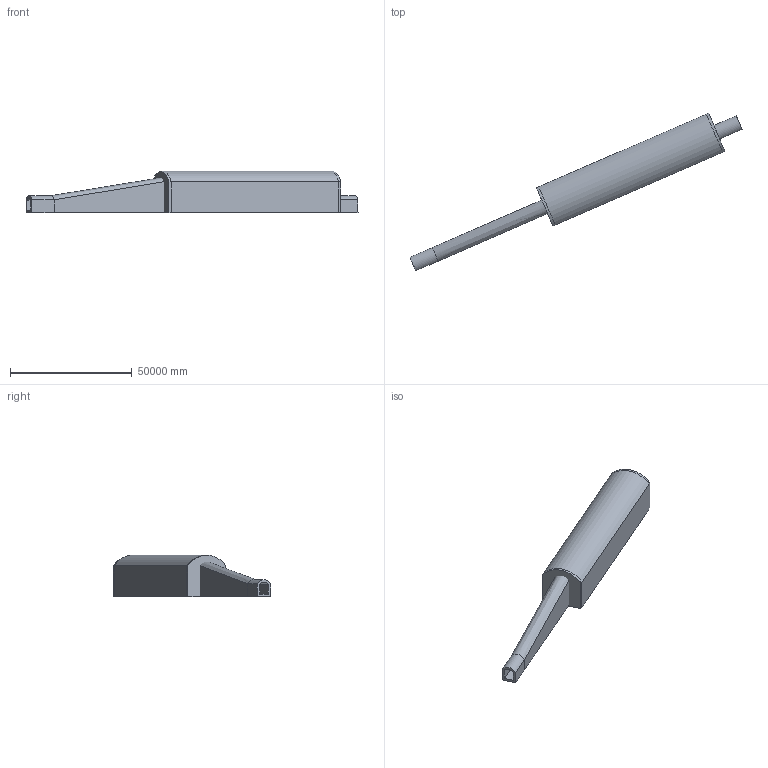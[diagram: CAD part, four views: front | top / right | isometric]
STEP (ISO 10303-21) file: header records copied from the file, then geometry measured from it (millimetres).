
FILE_DESCRIPTION(('CoCreate Modeling STEP Export'),'2;1');
FILE_NAME('7400-LM1-GEODM-1TGe-Assy-05Aug10.stp','2011-02-04T14:56:59',(''),(''),'CoCreate Modeling STEP processor for AP214 (Solid Model)','CoCreate Modeling 16.00A 16-Aug-2008 (C) Parametric Technology GmbH','');
FILE_SCHEMA(('AUTOMOTIVE_DESIGN { 1 0 10303 214 1 1 1 1 }'));
Length unit declared in the file: millimetre
Products named in the file (234): Cavern-15x15x75; Cavern-End1; Cavern-End2; Cavern-Floor; MAN.3; Drift-4x5x10-1; Drift-4x5x10-1.1; DriftTrans-4x5-4x13; MAN.2; DrumEndPlate2; Block1; Trolley_Shaft; Trolley_Wheel; Trolley_Support_Plate; Monorail_Trolley_Support.2; Monorail_Hook; Hook_Support_Block; Pin2.1; DrumEndPlate1; Drum; Block2; Hoist-40T.1; MonorailBeam-75; BeamSupportBlk1.15; Monorail_Assy; New_Crane_Support.5.2; Bridge_Crane_Long_I; Bridge_Crane_Side_Rail_Support; BRIDGE-BEAM_W36X300.1; Bridge_Hook; Bridge_Trolley_15T; Bridge_15T; New_Crane_Support.5; Bridge_Crane_Side_Rail_Support.1; Bridge_15T.1; 4850-LM2-CraneAssy-08Jul10.1; 7400-LM1Assy; MAN.1; G2_Clean_Assembly; G3_Clean_Assembly_Roof ...
Assembly tree (340 placements, depth 7):
  7400-LM1-GEODM-1TGe-Assy-05Aug10
    GEODMAssy-7400-10Jun10.1
      7400-SS-DM
        Transition_Volume
        MAN
        ElecRackAssy.1  x4
          Electrical_Rack.3
        Cryo_Equipment_Room
        Dilution_Refridge
        EStem_Cooler_Volume
        GEO_Shield_Storage_Vessel
          GEO-Storage_Tank_Bottom
          GEO-Tank_Flange
          GEO-Tank_Top
        Hoist_Rail
        Table  x3
        GEO_Shield_Tank
          GEO-Tank_Top
          GEO_Cu_Vessel
            Cu_Heat_Sink_Bottom
            Cu_Heat_Sink_Top
          GEO-Tank_Flange
          GEO-Tank_Bottom
          Can_Volume
            Cans_Volume_TopPlug
            Cans_Volume_Bottom
          Detector_Volume
        Detector_Clean_Room
        EBox_Volume
        Right_Hand_Stair
          Stair_Support.26  x27
          GEODM_Stair_Rail_6.1  x4
          GEODM_Stair_Rail_4.2  x2
          GEODM_Right-Hand_Double_Stair.1  x2
          Stair_Platform
          GEODM_Stair_Rail_1  x4
          GEODM_Stair_Rail_7
          Stair_Platform_2
          GEODM_Stair_Rail_3  x3
          GEODM_Stair_Rail_5.2  x4
        DAQ_Elec_Volume
        Control_Room
    1TGeAssy-29Mar10
      7400_lead_shield_2010_03_29
        MajoranaExp-Assy.1
          ShieldCenterBlockTop
          ShieldDoorAssy2
            p79
            p78
            p77
            p76
          ShieldCenterBlock
          ShieldDoorAssy4
            p445
            p444
            p443
            p442
          GeDetectorAssy3
            p325
            p324
Bounding box: 136337.67 x 64651.88 x 16961.41 mm (x, y, z)
Volume: 9890485781524.1 mm3; surface area: 23939847111.2 mm2
Topology: 351 solids, 352 shells, 4945 faces, 11949 edges, 7484 vertices
Faces by surface type: plane 3221, cylinder 1348, cone 192, torus 150, sphere 32, bspline 1, extrusion 1
Entity records: 121204 total; most frequent: CARTESIAN_POINT 23465, ORIENTED_EDGE 15714, DIRECTION 13988, EDGE_CURVE 7857, VECTOR 5710, LINE 5709, VERTEX_POINT 5085, AXIS2_PLACEMENT_3D 4139
